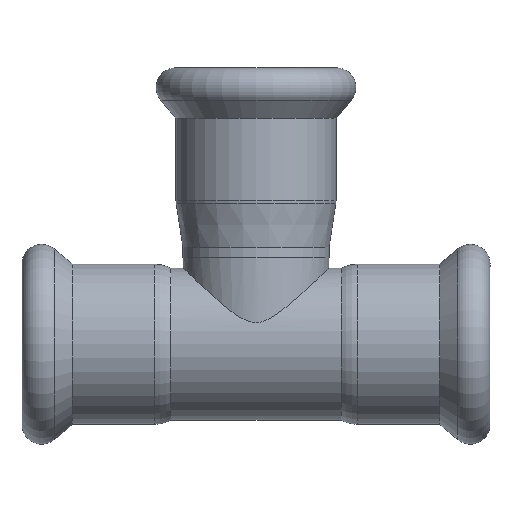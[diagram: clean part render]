
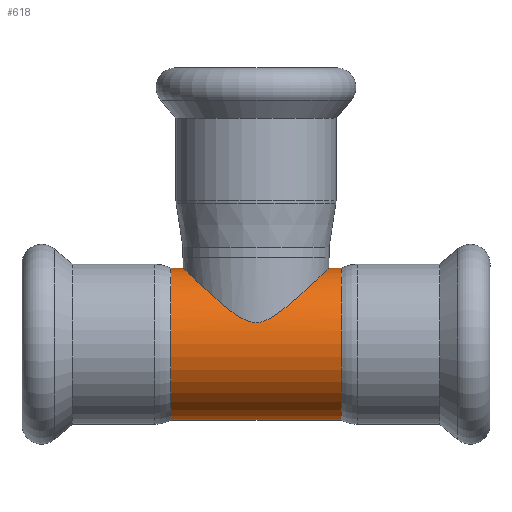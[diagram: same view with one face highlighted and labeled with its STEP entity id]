
A CAD part, front view. The second image highlights one B-rep face of the part: STEP entity #618.
In plain terms, the highlighted cylindrical face has radius 12 mm (diameter 24 mm), a full revolution.
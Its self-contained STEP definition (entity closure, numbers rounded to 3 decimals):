
#106=FACE_BOUND($,#206,.T.);
#107=FACE_BOUND($,#207,.T.);
#108=FACE_BOUND($,#208,.T.);
#155=B_SPLINE_CURVE_WITH_KNOTS($,3,(#1074,#1075,#1076,#1077,#1078,#1079,
#1080,#1081,#1082,#1083,#1084,#1085,#1086,#1087,#1088,#1089,#1090,#1091,
#1092,#1093,#1094,#1095,#1096,#1097,#1098,#1099,#1100,#1101,#1102,#1103,
#1104,#1105,#1106,#1107,#1108,#1109,#1110,#1111,#1112,#1113,#1114,#1115,
#1116,#1117,#1118,#1119,#1120,#1121,#1122,#1123,#1124,#1125,#1126,#1127,
#1128,#1129,#1130,#1131,#1132,#1133,#1134,#1135,#1136,#1137,#1138,#1139),
 .UNSPECIFIED.,.T.,.F.,(4,2,2,2,2,2,2,2,2,2,2,2,2,2,2,2,2,2,2,2,2,2,2,2,
2,2,2,2,2,2,2,2,4),(0.,0.136,0.271,0.543,
0.814,1.085,1.556,1.792,2.027,
2.263,2.498,2.97,3.241,3.512,
3.783,3.919,4.055,4.19,4.326,
4.597,4.868,5.14,5.611,5.846,
6.082,6.318,6.553,7.024,7.296,
7.567,7.838,7.974,8.109),
 .UNSPECIFIED.);
#206=EDGE_LOOP($,(#472));
#207=EDGE_LOOP($,(#473));
#208=EDGE_LOOP($,(#474));
#300=CIRCLE($,#678,12.);
#301=CIRCLE($,#679,12.);
#349=VERTEX_POINT($,#1073);
#350=VERTEX_POINT($,#1140);
#351=VERTEX_POINT($,#1142);
#406=EDGE_CURVE($,#349,#349,#155,.T.);
#407=EDGE_CURVE($,#350,#350,#300,.T.);
#408=EDGE_CURVE($,#351,#351,#301,.T.);
#472=ORIENTED_EDGE($,*,*,#406,.T.);
#473=ORIENTED_EDGE($,*,*,#407,.F.);
#474=ORIENTED_EDGE($,*,*,#408,.T.);
#603=CYLINDRICAL_SURFACE($,#677,12.);
#618=ADVANCED_FACE($,(#106,#107,#108),#603,.T.);
#677=AXIS2_PLACEMENT_3D($,#1072,#787,#788);
#678=AXIS2_PLACEMENT_3D($,#1141,#789,#790);
#679=AXIS2_PLACEMENT_3D($,#1143,#791,#792);
#787=DIRECTION('center_axis',(1.,0.,0.));
#788=DIRECTION('ref_axis',(0.,1.,0.));
#789=DIRECTION('center_axis',(1.,0.,0.));
#790=DIRECTION('ref_axis',(0.,1.,0.));
#791=DIRECTION('center_axis',(1.,0.,0.));
#792=DIRECTION('ref_axis',(0.,1.,0.));
#1072=CARTESIAN_POINT('Origin',(0.,0.,0.));
#1073=CARTESIAN_POINT('',(0.,11.5,3.428));
#1074=CARTESIAN_POINT('Ctrl Pts',(0.,11.5,3.428));
#1075=CARTESIAN_POINT('Ctrl Pts',(0.452,11.5,3.428));
#1076=CARTESIAN_POINT('Ctrl Pts',(0.861,11.474,3.515));
#1077=CARTESIAN_POINT('Ctrl Pts',(1.635,11.39,3.78));
#1078=CARTESIAN_POINT('Ctrl Pts',(2.001,11.33,3.958));
#1079=CARTESIAN_POINT('Ctrl Pts',(3.075,11.105,4.567));
#1080=CARTESIAN_POINT('Ctrl Pts',(3.757,10.894,5.069));
#1081=CARTESIAN_POINT('Ctrl Pts',(5.104,10.331,6.135));
#1082=CARTESIAN_POINT('Ctrl Pts',(5.761,9.981,6.697));
#1083=CARTESIAN_POINT('Ctrl Pts',(7.007,9.15,7.795));
#1084=CARTESIAN_POINT('Ctrl Pts',(7.596,8.667,8.331));
#1085=CARTESIAN_POINT('Ctrl Pts',(9.062,7.201,9.682));
#1086=CARTESIAN_POINT('Ctrl Pts',(9.94,5.984,10.512));
#1087=CARTESIAN_POINT('Ctrl Pts',(10.855,3.874,11.383));
#1088=CARTESIAN_POINT('Ctrl Pts',(11.096,3.123,11.613));
#1089=CARTESIAN_POINT('Ctrl Pts',(11.418,1.579,11.922));
#1090=CARTESIAN_POINT('Ctrl Pts',(11.5,0.785,12.));
#1091=CARTESIAN_POINT('Ctrl Pts',(11.5,-0.785,12.));
#1092=CARTESIAN_POINT('Ctrl Pts',(11.418,-1.579,11.922));
#1093=CARTESIAN_POINT('Ctrl Pts',(11.096,-3.123,11.613));
#1094=CARTESIAN_POINT('Ctrl Pts',(10.855,-3.874,11.383));
#1095=CARTESIAN_POINT('Ctrl Pts',(9.94,-5.984,10.512));
#1096=CARTESIAN_POINT('Ctrl Pts',(9.062,-7.201,9.682));
#1097=CARTESIAN_POINT('Ctrl Pts',(7.596,-8.667,8.331));
#1098=CARTESIAN_POINT('Ctrl Pts',(7.007,-9.15,7.795));
#1099=CARTESIAN_POINT('Ctrl Pts',(5.761,-9.981,6.697));
#1100=CARTESIAN_POINT('Ctrl Pts',(5.104,-10.331,6.135));
#1101=CARTESIAN_POINT('Ctrl Pts',(3.757,-10.894,5.069));
#1102=CARTESIAN_POINT('Ctrl Pts',(3.075,-11.105,4.567));
#1103=CARTESIAN_POINT('Ctrl Pts',(2.001,-11.33,3.958));
#1104=CARTESIAN_POINT('Ctrl Pts',(1.635,-11.39,3.78));
#1105=CARTESIAN_POINT('Ctrl Pts',(0.861,-11.474,3.515));
#1106=CARTESIAN_POINT('Ctrl Pts',(0.452,-11.5,3.428));
#1107=CARTESIAN_POINT('Ctrl Pts',(-0.452,-11.5,3.428));
#1108=CARTESIAN_POINT('Ctrl Pts',(-0.861,-11.474,
3.515));
#1109=CARTESIAN_POINT('Ctrl Pts',(-1.635,-11.39,3.78));
#1110=CARTESIAN_POINT('Ctrl Pts',(-2.001,-11.33,3.958));
#1111=CARTESIAN_POINT('Ctrl Pts',(-3.075,-11.105,4.567));
#1112=CARTESIAN_POINT('Ctrl Pts',(-3.757,-10.894,5.069));
#1113=CARTESIAN_POINT('Ctrl Pts',(-5.104,-10.331,6.135));
#1114=CARTESIAN_POINT('Ctrl Pts',(-5.761,-9.981,6.697));
#1115=CARTESIAN_POINT('Ctrl Pts',(-7.007,-9.15,7.795));
#1116=CARTESIAN_POINT('Ctrl Pts',(-7.596,-8.667,8.331));
#1117=CARTESIAN_POINT('Ctrl Pts',(-9.062,-7.201,9.682));
#1118=CARTESIAN_POINT('Ctrl Pts',(-9.94,-5.984,10.512));
#1119=CARTESIAN_POINT('Ctrl Pts',(-10.855,-3.874,11.383));
#1120=CARTESIAN_POINT('Ctrl Pts',(-11.096,-3.123,11.613));
#1121=CARTESIAN_POINT('Ctrl Pts',(-11.418,-1.579,11.922));
#1122=CARTESIAN_POINT('Ctrl Pts',(-11.5,-0.785,12.));
#1123=CARTESIAN_POINT('Ctrl Pts',(-11.5,0.785,12.));
#1124=CARTESIAN_POINT('Ctrl Pts',(-11.418,1.579,11.922));
#1125=CARTESIAN_POINT('Ctrl Pts',(-11.096,3.123,11.613));
#1126=CARTESIAN_POINT('Ctrl Pts',(-10.855,3.874,11.383));
#1127=CARTESIAN_POINT('Ctrl Pts',(-9.94,5.984,10.512));
#1128=CARTESIAN_POINT('Ctrl Pts',(-9.062,7.201,9.682));
#1129=CARTESIAN_POINT('Ctrl Pts',(-7.596,8.667,8.331));
#1130=CARTESIAN_POINT('Ctrl Pts',(-7.007,9.15,7.795));
#1131=CARTESIAN_POINT('Ctrl Pts',(-5.761,9.981,6.697));
#1132=CARTESIAN_POINT('Ctrl Pts',(-5.104,10.331,6.135));
#1133=CARTESIAN_POINT('Ctrl Pts',(-3.757,10.894,5.069));
#1134=CARTESIAN_POINT('Ctrl Pts',(-3.075,11.105,4.567));
#1135=CARTESIAN_POINT('Ctrl Pts',(-2.001,11.33,3.958));
#1136=CARTESIAN_POINT('Ctrl Pts',(-1.635,11.39,3.78));
#1137=CARTESIAN_POINT('Ctrl Pts',(-0.861,11.474,3.515));
#1138=CARTESIAN_POINT('Ctrl Pts',(-0.452,11.5,3.428));
#1139=CARTESIAN_POINT('Ctrl Pts',(0.,11.5,3.428));
#1140=CARTESIAN_POINT('',(16.,12.,0.));
#1141=CARTESIAN_POINT('Origin',(16.,0.,0.));
#1142=CARTESIAN_POINT('',(-16.,12.,0.));
#1143=CARTESIAN_POINT('Origin',(-16.,0.,0.));
